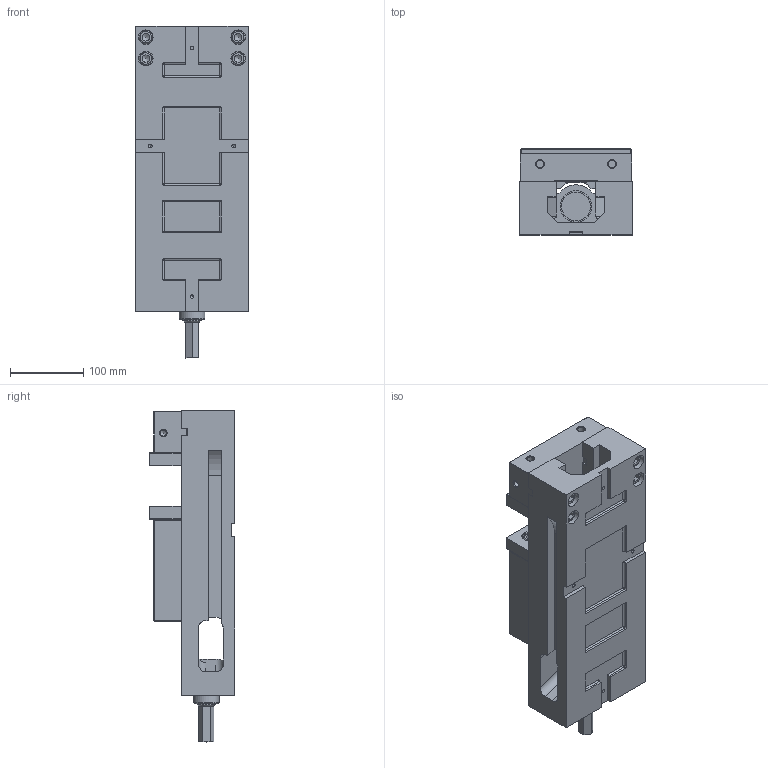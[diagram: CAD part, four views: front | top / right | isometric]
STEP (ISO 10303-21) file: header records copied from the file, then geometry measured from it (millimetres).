
FILE_DESCRIPTION(/* description */ (''),/* implementation_level */ '2;1');
FILE_NAME(/* name */ '3AMC-60.stp',/* time_stamp */ '2015-09-16T09:19:43+08:00',/* author */ ('user'),/* organization */ (''),/* preprocessor_version */ 'ST-DEVELOPER v15.2',/* originating_system */ 'Autodesk Inventor 2014',/* authorisation */ '');
FILE_SCHEMA (('AUTOMOTIVE_DESIGN { 1 0 10303 214 3 1 1 }'));
Length unit declared in the file: millimetre
Products named in the file (13): AMC601-側孔; AMC608-固定顎; AMC602-螺桿; AT503-固定螺母; AMC606-活動顎; AT607; AMC609-鉗口; ANSI B18.3.1M - M12x1.75 x 25(2); ANSI B18.3.1M - M12x1.75 x 65(2); JIS B 1177 扁圓端 - M8 x 8; JIS B 1176 - M12 x 25; JIS B 1177 平端 - M12 x 30; 3AMC-60
Bounding box: 154 x 117.5 x 454 mm (x, y, z)
Volume: 3850633.6 mm3; surface area: 509349.5 mm2
Topology: 18 solids, 18 shells, 573 faces, 1363 edges, 819 vertices
Faces by surface type: plane 333, cylinder 128, cone 64, sphere 27, torus 18, bspline 3
Full cylindrical faces by diameter (mm): 4.917 x4, 6.5 x1, 8 x1, 8.376 x2, 10.106 x6, 10.592 x5, 12 x9, 13.5 x4, 14 x4, 18 x8, 20 x5, 21 x4, 24 x1, 25 x2, 28 x1, 35 x1, 36 x1, 39.5 x2, 43 x2
Entity records: 13260 total; most frequent: CARTESIAN_POINT 2628, DIRECTION 2205, ORIENTED_EDGE 1958, EDGE_CURVE 979, AXIS2_PLACEMENT_3D 783, VERTEX_POINT 652, LINE 639, VECTOR 639
